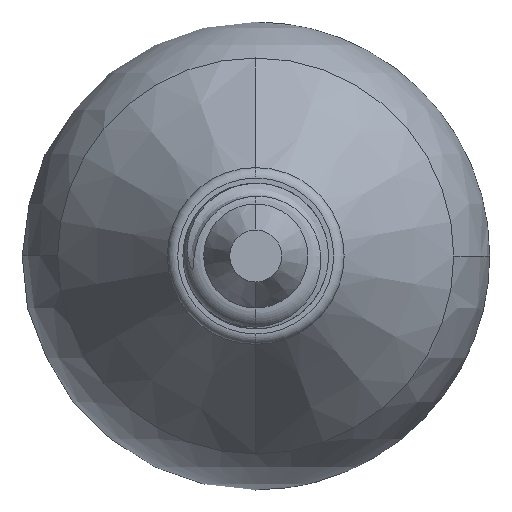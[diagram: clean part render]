
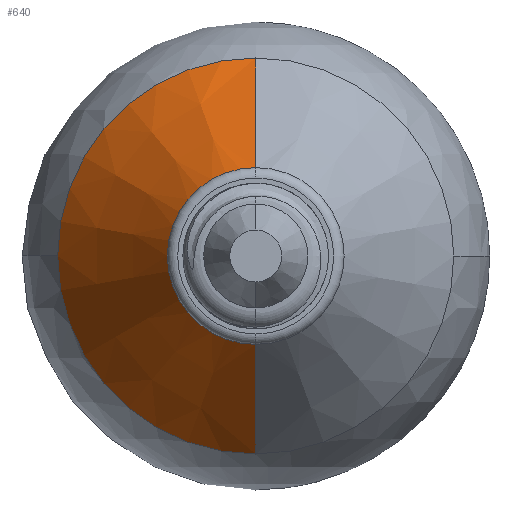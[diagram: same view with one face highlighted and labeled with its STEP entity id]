
A CAD part, front view. The second image highlights one B-rep face of the part: STEP entity #640.
In plain terms, the highlighted conical face has half-angle 34.195 degrees and reference radius 8.5 mm.
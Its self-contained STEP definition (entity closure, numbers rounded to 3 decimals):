
#35 = CARTESIAN_POINT ( 'NONE',  ( -19.044, 42.517, 0. ) ) ;
#74 = FACE_OUTER_BOUND ( 'NONE', #240, .T. ) ;
#205 = AXIS2_PLACEMENT_3D ( 'NONE', #560, #440, #450 ) ;
#217 = CARTESIAN_POINT ( 'NONE',  ( 0., 27., -8.5 ) ) ;
#240 = EDGE_LOOP ( 'NONE', ( #998, #1755, #1795, #1126, #1947 ) ) ;
#328 = VERTEX_POINT ( 'NONE', #35 ) ;
#403 = CARTESIAN_POINT ( 'NONE',  ( 0., 42.517, -19.044 ) ) ;
#440 = DIRECTION ( 'NONE',  ( 0., -1., 0. ) ) ;
#450 = DIRECTION ( 'NONE',  ( 0., 0., -1. ) ) ;
#521 = AXIS2_PLACEMENT_3D ( 'NONE', #1808, #1796, #1671 ) ;
#560 = CARTESIAN_POINT ( 'NONE',  ( 0., 27., 0. ) ) ;
#640 = ADVANCED_FACE ( 'NONE', ( #74 ), #1943, .T. ) ;
#680 = LINE ( 'NONE', #1356, #1987 ) ;
#733 = EDGE_CURVE ( 'NONE', #2008, #328, #2012, .T. ) ;
#816 = EDGE_CURVE ( 'NONE', #936, #2008, #680, .T. ) ;
#835 = CIRCLE ( 'NONE', #521, 19.044 ) ;
#936 = VERTEX_POINT ( 'NONE', #1220 ) ;
#968 = DIRECTION ( 'NONE',  ( 0., 0.827, -0.562 ) ) ;
#978 = CARTESIAN_POINT ( 'NONE',  ( 0., 27., -8.5 ) ) ;
#998 = ORIENTED_EDGE ( 'NONE', *, *, #1025, .F. ) ;
#1005 = CIRCLE ( 'NONE', #205, 8.5 ) ;
#1025 = EDGE_CURVE ( 'NONE', #1604, #1245, #1682, .T. ) ;
#1126 = ORIENTED_EDGE ( 'NONE', *, *, #733, .T. ) ;
#1220 = CARTESIAN_POINT ( 'NONE',  ( 0., 27., 8.5 ) ) ;
#1245 = VERTEX_POINT ( 'NONE', #403 ) ;
#1352 = DIRECTION ( 'NONE',  ( 0., 0.827, 0.562 ) ) ;
#1356 = CARTESIAN_POINT ( 'NONE',  ( 0., 27., 8.5 ) ) ;
#1498 = CARTESIAN_POINT ( 'NONE',  ( 0., 42.517, 19.044 ) ) ;
#1503 = DIRECTION ( 'NONE',  ( 0., 0., -1. ) ) ;
#1509 = DIRECTION ( 'NONE',  ( 0., -1., 0. ) ) ;
#1510 = AXIS2_PLACEMENT_3D ( 'NONE', #1514, #1509, #1503 ) ;
#1514 = CARTESIAN_POINT ( 'NONE',  ( 0., 42.517, 0. ) ) ;
#1540 = VECTOR ( 'NONE', #968, 1000. ) ;
#1557 = EDGE_CURVE ( 'NONE', #936, #1604, #1005, .T. ) ;
#1560 = DIRECTION ( 'NONE',  ( 0., 0., 1. ) ) ;
#1567 = CARTESIAN_POINT ( 'NONE',  ( 0., 27., 0. ) ) ;
#1604 = VERTEX_POINT ( 'NONE', #217 ) ;
#1671 = DIRECTION ( 'NONE',  ( 0., 0., -1. ) ) ;
#1682 = LINE ( 'NONE', #978, #1540 ) ;
#1714 = DIRECTION ( 'NONE',  ( 0., 1., 0. ) ) ;
#1755 = ORIENTED_EDGE ( 'NONE', *, *, #1557, .F. ) ;
#1795 = ORIENTED_EDGE ( 'NONE', *, *, #816, .T. ) ;
#1796 = DIRECTION ( 'NONE',  ( 0., -1., 0. ) ) ;
#1808 = CARTESIAN_POINT ( 'NONE',  ( 0., 42.517, 0. ) ) ;
#1870 = EDGE_CURVE ( 'NONE', #328, #1245, #835, .T. ) ;
#1943 = CONICAL_SURFACE ( 'NONE', #1991, 8.5, 0.597 ) ;
#1947 = ORIENTED_EDGE ( 'NONE', *, *, #1870, .T. ) ;
#1987 = VECTOR ( 'NONE', #1352, 1000. ) ;
#1991 = AXIS2_PLACEMENT_3D ( 'NONE', #1567, #1714, #1560 ) ;
#2008 = VERTEX_POINT ( 'NONE', #1498 ) ;
#2012 = CIRCLE ( 'NONE', #1510, 19.044 ) ;
